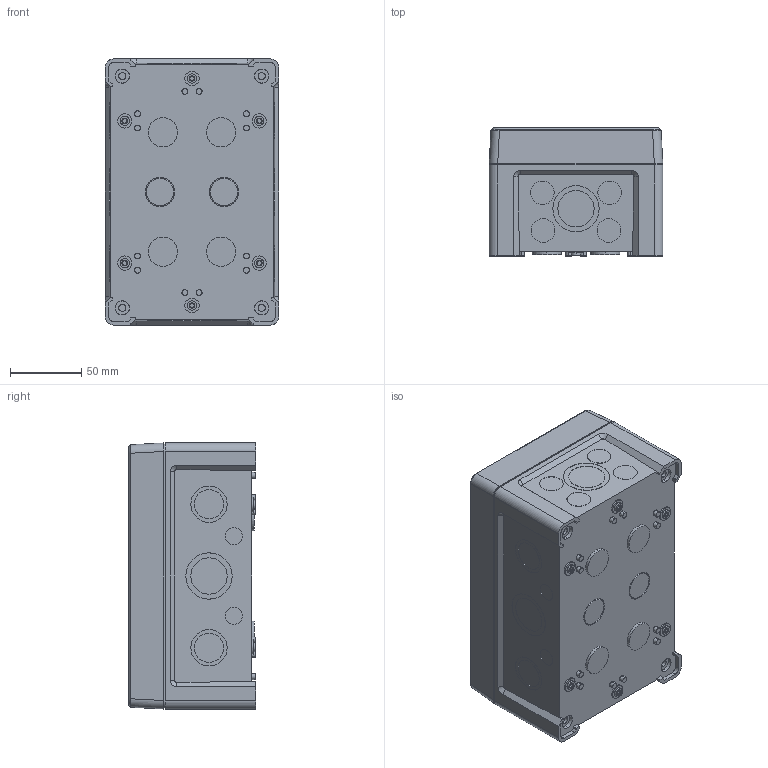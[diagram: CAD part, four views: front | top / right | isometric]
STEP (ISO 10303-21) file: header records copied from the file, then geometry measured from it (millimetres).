
FILE_DESCRIPTION (( 'STEP AP214' ), '1' );
FILE_NAME ('5814024_FIBOX_TEMPO_TAM_191209.STEP', '2023-02-23T11:25:48', ( '' ), ( '' ), 'SwSTEP 2.0', 'SolidWorks 2021', '' );
FILE_SCHEMA (( 'AUTOMOTIVE_DESIGN' ));
Length unit declared in the file: millimetre
Products named in the file (4): FIBOX TEMPO 1912 Cover; 5814024_FIBOX_TEMPO_TAM_191209; FIBOX_MNXSS14551H; FIBOX TEMPO TAM 1912 Base
Assembly tree (6 placements, depth 2):
  5814024_FIBOX_TEMPO_TAM_191209
    FIBOX TEMPO TAM 1912 Base
    FIBOX TEMPO 1912 Cover
    FIBOX_MNXSS14551H  x4
Bounding box: 122.2 x 89.9 x 187.2 mm (x, y, z)
Volume: 351281.1 mm3; surface area: 214838.6 mm2
Topology: 6 solids, 6 shells, 864 faces, 2016 edges, 1314 vertices
Faces by surface type: plane 406, cone 268, cylinder 160, bspline 16, torus 14
Entity records: 24444 total; most frequent: CARTESIAN_POINT 5298, DIRECTION 4008, ORIENTED_EDGE 3624, EDGE_CURVE 1812, AXIS2_PLACEMENT_3D 1550, VERTEX_POINT 1182, EDGE_LOOP 932, VECTOR 908
